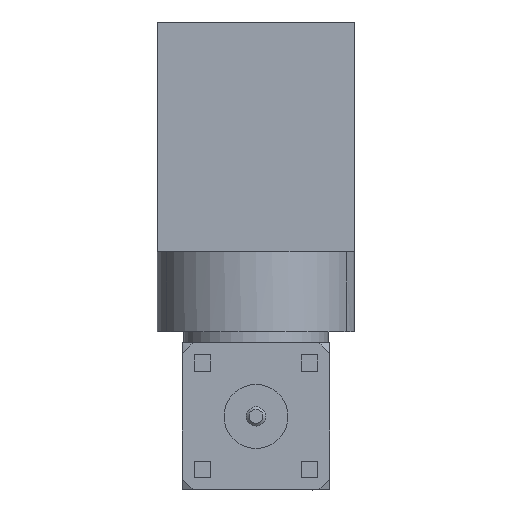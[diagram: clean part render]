
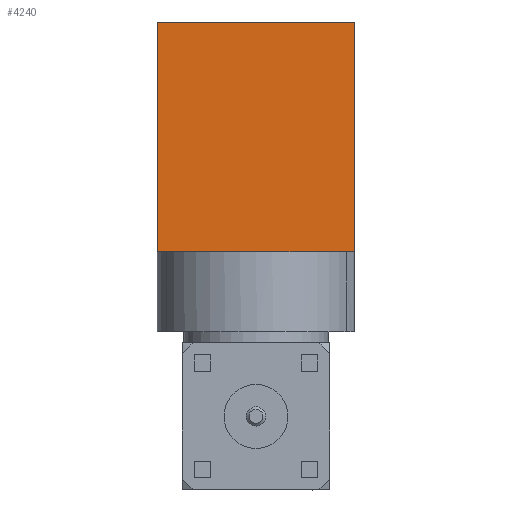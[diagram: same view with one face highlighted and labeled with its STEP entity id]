
A CAD part, front view. The second image highlights one B-rep face of the part: STEP entity #4240.
In plain terms, the highlighted planar face has unit normal (0, -1, 0).
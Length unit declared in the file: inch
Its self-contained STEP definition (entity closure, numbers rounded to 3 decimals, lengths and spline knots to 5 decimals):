
#28 = VECTOR ( 'NONE', #615, 39.37008 ) ;
#309 = EDGE_CURVE ( 'NONE', #5751, #665, #2879, .T. ) ;
#378 = LINE ( 'NONE', #6571, #4146 ) ;
#615 = DIRECTION ( 'NONE',  ( 1., 0., 0. ) ) ;
#665 = VERTEX_POINT ( 'NONE', #5683 ) ;
#773 = VECTOR ( 'NONE', #4407, 39.37008 ) ;
#907 = EDGE_CURVE ( 'NONE', #5751, #3782, #378, .T. ) ;
#959 = VERTEX_POINT ( 'NONE', #1060 ) ;
#1060 = CARTESIAN_POINT ( 'NONE',  ( 0.185, -0.18494, -0.43065 ) ) ;
#1126 = DIRECTION ( 'NONE',  ( 0., 0., -1. ) ) ;
#1241 = LINE ( 'NONE', #3032, #2562 ) ;
#1266 = PLANE ( 'NONE',  #6567 ) ;
#1486 = EDGE_LOOP ( 'NONE', ( #7075, #6179, #4021, #2875, #7089 ) ) ;
#1542 = CARTESIAN_POINT ( 'NONE',  ( -0.185, -0.18494, -0.43065 ) ) ;
#2371 = DIRECTION ( 'NONE',  ( 1., 0., 0. ) ) ;
#2562 = VECTOR ( 'NONE', #2895, 39.37008 ) ;
#2875 = ORIENTED_EDGE ( 'NONE', *, *, #5575, .T. ) ;
#2879 = LINE ( 'NONE', #5672, #28 ) ;
#2895 = DIRECTION ( 'NONE',  ( 1., 0., 0. ) ) ;
#2945 = EDGE_CURVE ( 'NONE', #3782, #6295, #4067, .T. ) ;
#3032 = CARTESIAN_POINT ( 'NONE',  ( -0.185, -0.18494, -0.43065 ) ) ;
#3782 = VERTEX_POINT ( 'NONE', #5377 ) ;
#3992 = CARTESIAN_POINT ( 'NONE',  ( -0.185, -0.18494, -0.58065 ) ) ;
#4021 = ORIENTED_EDGE ( 'NONE', *, *, #6609, .T. ) ;
#4067 = LINE ( 'NONE', #4630, #5368 ) ;
#4146 = VECTOR ( 'NONE', #6457, 39.37008 ) ;
#4240 = ADVANCED_FACE ( 'NONE', ( #5214 ), #1266, .T. ) ;
#4407 = DIRECTION ( 'NONE',  ( 0., 0., 1. ) ) ;
#4630 = CARTESIAN_POINT ( 'NONE',  ( -0.185, -0.18494, 0. ) ) ;
#4819 = CARTESIAN_POINT ( 'NONE',  ( 0.185, -0.18494, 0. ) ) ;
#5011 = CARTESIAN_POINT ( 'NONE',  ( 0.185, -0.18494, -0.58065 ) ) ;
#5214 = FACE_OUTER_BOUND ( 'NONE', #1486, .T. ) ;
#5368 = VECTOR ( 'NONE', #2371, 39.37008 ) ;
#5377 = CARTESIAN_POINT ( 'NONE',  ( -0.185, -0.18494, 0. ) ) ;
#5575 = EDGE_CURVE ( 'NONE', #959, #6295, #6726, .T. ) ;
#5672 = CARTESIAN_POINT ( 'NONE',  ( -0.185, -0.18494, -0.43065 ) ) ;
#5683 = CARTESIAN_POINT ( 'NONE',  ( -0.00064, -0.18494, -0.43065 ) ) ;
#5751 = VERTEX_POINT ( 'NONE', #1542 ) ;
#6179 = ORIENTED_EDGE ( 'NONE', *, *, #309, .T. ) ;
#6295 = VERTEX_POINT ( 'NONE', #4819 ) ;
#6367 = DIRECTION ( 'NONE',  ( 0., -1., 0. ) ) ;
#6457 = DIRECTION ( 'NONE',  ( 0., 0., 1. ) ) ;
#6567 = AXIS2_PLACEMENT_3D ( 'NONE', #3992, #6367, #1126 ) ;
#6571 = CARTESIAN_POINT ( 'NONE',  ( -0.185, -0.18494, -0.58065 ) ) ;
#6609 = EDGE_CURVE ( 'NONE', #665, #959, #1241, .T. ) ;
#6726 = LINE ( 'NONE', #5011, #773 ) ;
#7075 = ORIENTED_EDGE ( 'NONE', *, *, #907, .F. ) ;
#7089 = ORIENTED_EDGE ( 'NONE', *, *, #2945, .F. ) ;
